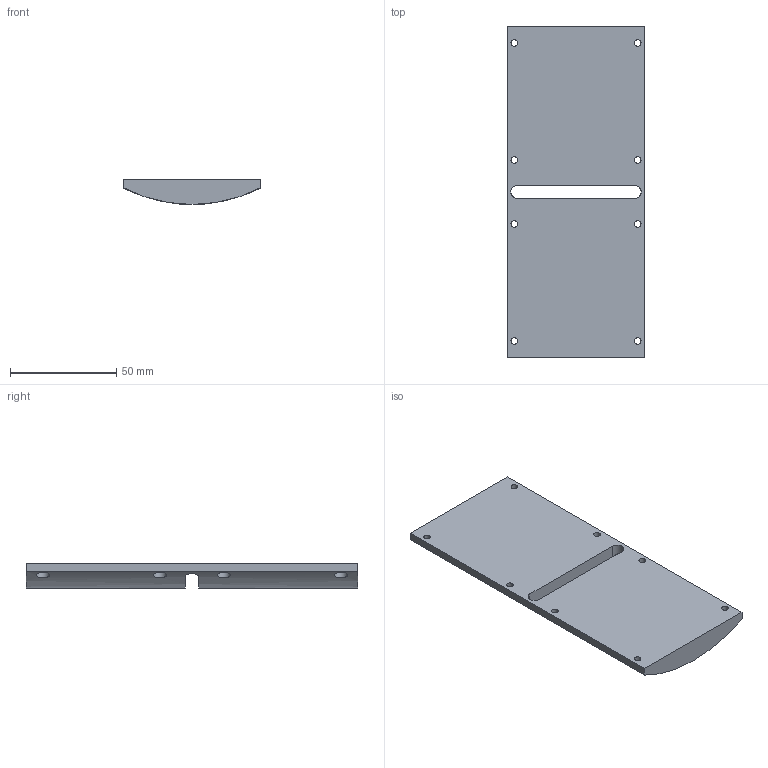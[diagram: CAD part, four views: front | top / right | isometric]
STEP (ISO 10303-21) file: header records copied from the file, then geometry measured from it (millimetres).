
FILE_DESCRIPTION(('FreeCAD Model'),'2;1');
FILE_NAME('CamCradle_Lid.step' ,'2020-11-11T08:06:47',('Author'),(''), 'Open CASCADE STEP processor 7.3','FreeCAD','Unknown');
FILE_SCHEMA(('AUTOMOTIVE_DESIGN { 1 0 10303 214 1 1 1 1 }'));
Length unit declared in the file: millimetre
Products named in the file (1): CradleLid
Bounding box: 64.8 x 155.8 x 11.74 mm (x, y, z)
Volume: 88074.6 mm3; surface area: 23872.9 mm2
Topology: 1 solids, 1 shells, 35 faces, 75 edges, 50 vertices
Faces by surface type: cylinder 20, plane 15
Full cylindrical faces by diameter (mm): 3.1 x8, 6 x8
Entity records: 4232 total; most frequent: CARTESIAN_POINT 2632, DIRECTION 287, ORIENTED_EDGE 150, PCURVE 150, DEFINITIONAL_REPRESENTATION 150, LINE 122, VECTOR 122, EDGE_CURVE 75
